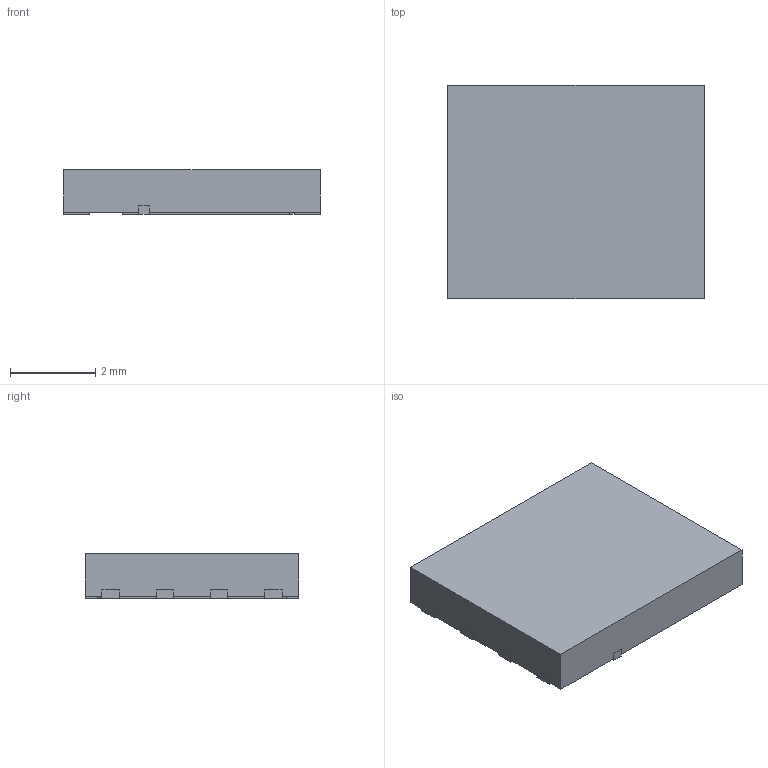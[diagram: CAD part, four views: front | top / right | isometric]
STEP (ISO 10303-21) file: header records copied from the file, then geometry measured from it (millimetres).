
FILE_DESCRIPTION (( 'STEP AP214' ), '1' );
FILE_NAME ('User Library-DQH0008A.STEP', '2019-06-05T11:27:24', ( '' ), ( '' ), 'SwSTEP 2.0', 'SolidWorks 2019', '' );
FILE_SCHEMA (( 'AUTOMOTIVE_DESIGN' ));
Length unit declared in the file: millimetre
Products named in the file (3): User Library-DQH0008A; User Library-DQH0008A_BODY-SON; User Library-DQH0008A_FRAME-DQH0008A
Assembly tree (2 placements, depth 2):
  User Library-DQH0008A
    User Library-DQH0008A_BODY-SON
    User Library-DQH0008A_FRAME-DQH0008A
Bounding box: 6 x 5 x 1.05 mm (x, y, z)
Volume: 31 mm3; surface area: 131.3 mm2
Topology: 6 solids, 6 shells, 110 faces, 294 edges, 196 vertices
Faces by surface type: plane 110
Entity records: 4714 total; most frequent: CARTESIAN_POINT 605, ORIENTED_EDGE 588, DIRECTION 524, EDGE_CURVE 294, VECTOR 294, LINE 294, VERTEX_POINT 196, UNCERTAINTY_MEASURE_WITH_UNIT 121
